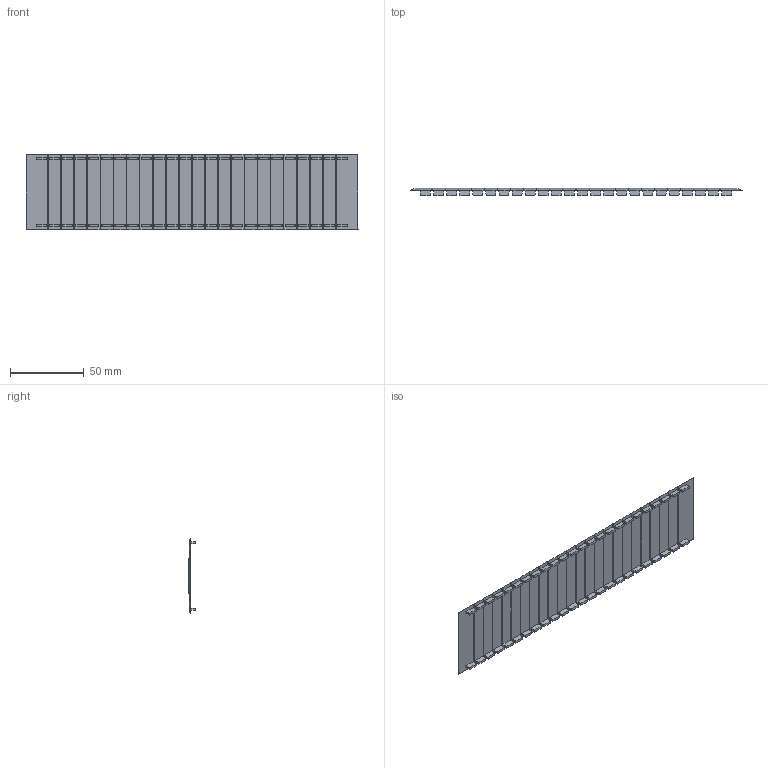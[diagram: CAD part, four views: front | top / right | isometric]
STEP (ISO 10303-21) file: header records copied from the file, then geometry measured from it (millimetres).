
FILE_DESCRIPTION (( 'STEP AP203' ), '1' );
FILE_NAME ('YZM10-12-K01 Çàãëóøêà 12 ìîäóëåé áåëàÿ.STEP', '2016-09-12T08:26:43', ( '' ), ( '' ), 'SwSTEP 2.0', 'SolidWorks 2014', '' );
FILE_SCHEMA (( 'CONFIG_CONTROL_DESIGN' ));
Length unit declared in the file: millimetre
Products named in the file (1): YZM10-12-K01 Çàãëóøêà  12 ìîäóëåé áåëàÿ
Bounding box: 225.7 x 4.8 x 51.3 mm (x, y, z)
Volume: 15259 mm3; surface area: 27316.1 mm2
Topology: 1 solids, 1 shells, 411 faces, 1083 edges, 718 vertices
Faces by surface type: plane 379, cylinder 26, bspline 6
Entity records: 12922 total; most frequent: CARTESIAN_POINT 3047, ORIENTED_EDGE 2158, DIRECTION 1831, EDGE_CURVE 1079, VECTOR 835, LINE 835, VERTEX_POINT 718, AXIS2_PLACEMENT_3D 498
